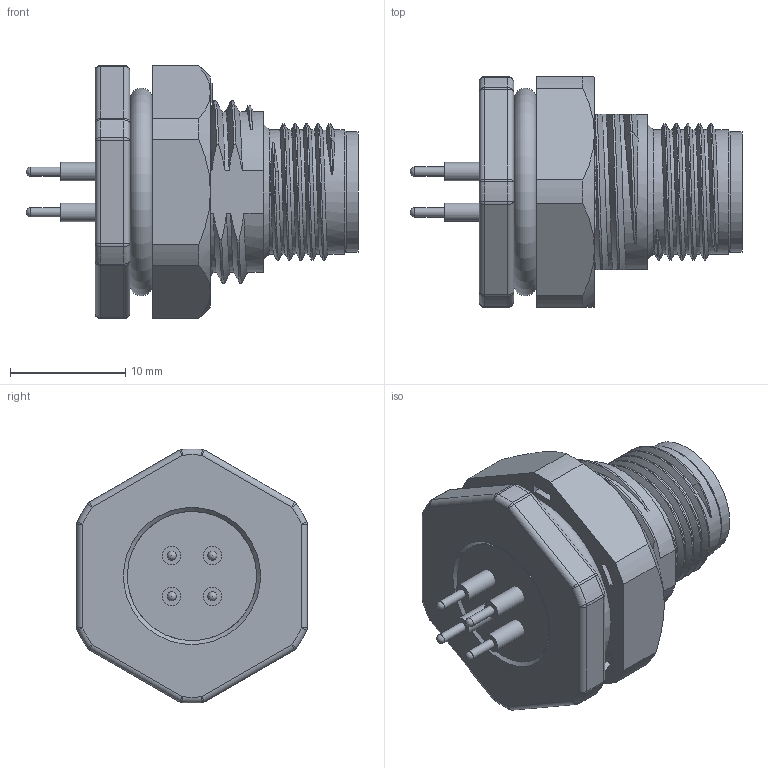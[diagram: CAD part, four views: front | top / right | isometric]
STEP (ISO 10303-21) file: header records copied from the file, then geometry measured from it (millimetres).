
FILE_DESCRIPTION(/* description */ ('Unknown'),/* implementation_level */ '2;1');
FILE_NAME(/* name */ '643210100404',/* time_stamp */ '2022-09-16T15:53:01+02:00',/* author */ ('Unknown'),/* organization */ ('Unknown'),/* preprocessor_version */ 'ST-DEVELOPER v16.7',/* originating_system */ 'Solid Edge',/* authorisation */ 'Unknown');
FILE_SCHEMA (('AUTOMOTIVE_DESIGN {1 0 10303 214 3 1 1}'));
Length unit declared in the file: millimetre
Products named in the file (7): 6432101004xx; 643110100404; 6431101004xx_Shell; 6432101004xx_Pin; 6432101004xx_Resin; 643xx01004xx_Panel O-Ring; 643xx01004xx_Panel Nut
Assembly tree (9 placements, depth 2):
  6432101004xx
    643110100404
    6431101004xx_Shell
    6432101004xx_Pin  x4
    6432101004xx_Resin
    643xx01004xx_Panel O-Ring
    643xx01004xx_Panel Nut
Bounding box: 28.8 x 20 x 22.02 mm (x, y, z)
Volume: 4172.5 mm3; surface area: 6045.1 mm2
Topology: 9 solids, 9 shells, 675 faces, 1705 edges, 1096 vertices
Faces by surface type: plane 346, cylinder 161, bspline 55, cone 44, torus 41, sphere 28
Full cylindrical faces by diameter (mm): 0.8 x4, 1 x8, 1.3 x8, 1.4 x16, 1.5 x12, 1.6 x4, 1.7 x8, 8.3 x1, 9.34 x1, 9.44 x1, 9.5 x1, 9.55 x1, 10.45 x1, 10.76 x5, 11.2 x1, 16 x3
Entity records: 21176 total; most frequent: CARTESIAN_POINT 7413, ORIENTED_EDGE 2864, DIRECTION 2621, EDGE_CURVE 1432, VERTEX_POINT 960, LINE 889, VECTOR 889, AXIS2_PLACEMENT_3D 866
